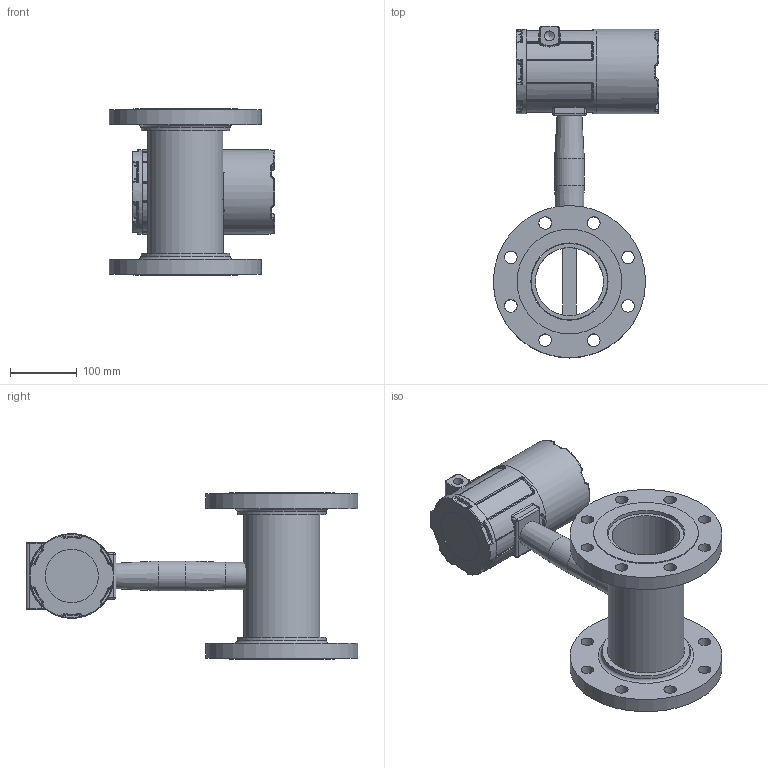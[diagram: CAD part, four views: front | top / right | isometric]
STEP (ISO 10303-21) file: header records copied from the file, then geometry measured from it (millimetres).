
FILE_DESCRIPTION(/* description */ (''),/* implementation_level */ '2;1');
FILE_NAME(/* name */ '1300XP, 4INCH, 150#, FB, ASSEMBLY.stp',/* time_stamp */ '2025-05-27T11:27:55+05:30',/* author */ ('Office'),/* organization */ (''),/* preprocessor_version */ 'ST-DEVELOPER v20.1',/* originating_system */ 'Autodesk Inventor 2026',/* authorisation */ '');
FILE_SCHEMA (('AUTOMOTIVE_DESIGN { 1 0 10303 214 3 1 1 }'));
Length unit declared in the file: millimetre
Products named in the file (5): 1300XP, 4INCH, 150#, FB, ASSEMBLY; 4INCH SCH.40 PIPE; 4INCH SLIP ON FLANGE; 1300XP SHEDDAER BAR 4INCH; 1300XP HOUSING 4INCH-
Assembly tree (5 placements, depth 2):
  1300XP, 4INCH, 150#, FB, ASSEMBLY
    4INCH SCH.40 PIPE
    4INCH SLIP ON FLANGE  x2
    1300XP SHEDDAER BAR 4INCH
    1300XP HOUSING 4INCH-
Bounding box: 248.3 x 498.3 x 250 mm (x, y, z)
Volume: 4775586.5 mm3; surface area: 570383.8 mm2
Topology: 7 solids, 7 shells, 602 faces, 1409 edges, 806 vertices
Faces by surface type: cylinder 196, bspline 178, torus 128, plane 78, sphere 16, cone 6
Full cylindrical faces by diameter (mm): 15 x1, 19 x16, 41 x1, 45 x1, 75 x1, 80 x1, 102.26 x1, 114.3 x1, 116 x2, 127 x3, 157.2 x2, 228.6 x2
Entity records: 21766 total; most frequent: CARTESIAN_POINT 8272, DIRECTION 2697, ORIENTED_EDGE 2690, EDGE_CURVE 1345, AXIS2_PLACEMENT_3D 1199, VERTEX_POINT 780, CIRCLE 718, EDGE_LOOP 613
